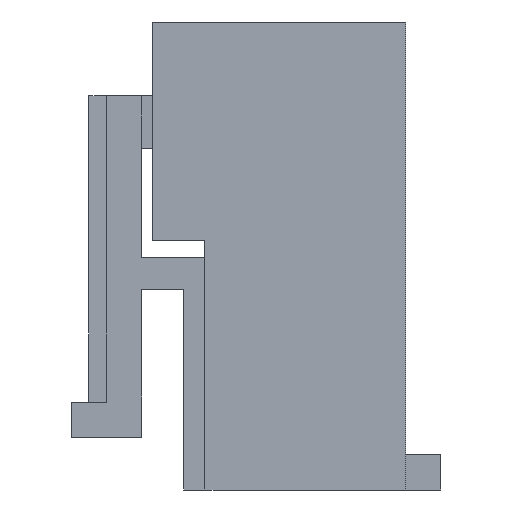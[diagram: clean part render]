
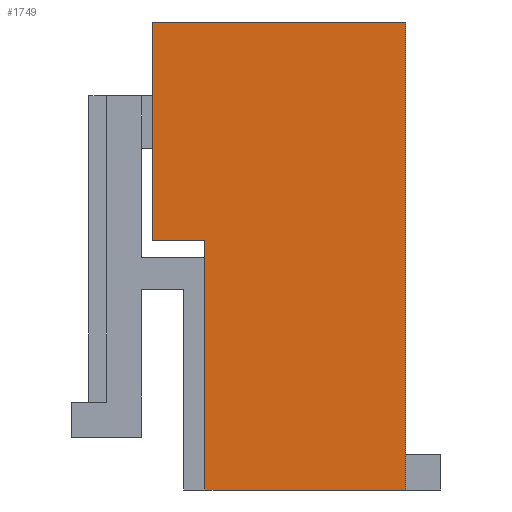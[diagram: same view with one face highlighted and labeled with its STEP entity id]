
A CAD part, left-side view. The second image highlights one B-rep face of the part: STEP entity #1749.
In plain terms, the highlighted planar face has unit normal (-1, 0, 0).
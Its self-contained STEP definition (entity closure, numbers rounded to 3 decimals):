
#916=CARTESIAN_POINT('',(-3.93,7.2,0.45));
#917=VERTEX_POINT('',#916);
#926=CARTESIAN_POINT('',(-3.93,7.2,6.65));
#927=VERTEX_POINT('',#926);
#928=CARTESIAN_POINT('',(-3.93,7.2,-6.65));
#929=DIRECTION('',(0.0,0.0,1.0));
#930=VECTOR('',#929,1.0);
#931=LINE('',#928,#930);
#932=EDGE_CURVE('n� 579',#917,#927,#931,.T.);
#1318=CARTESIAN_POINT('',(-3.93,5.7,0.45));
#1319=VERTEX_POINT('',#1318);
#1326=CARTESIAN_POINT('',(-3.93,5.7,0.45));
#1327=DIRECTION('',(-0.0,1.0,-0.0));
#1328=VECTOR('',#1327,1.0);
#1329=LINE('',#1326,#1328);
#1330=EDGE_CURVE('n� 580',#1319,#917,#1329,.T.);
#1710=CARTESIAN_POINT('',(-3.93,-0.0,6.65));
#1711=VERTEX_POINT('',#1710);
#1712=CARTESIAN_POINT('',(-3.93,5.7,6.65));
#1713=DIRECTION('',(-0.0,1.0,-0.0));
#1714=VECTOR('',#1713,1.0);
#1715=LINE('',#1712,#1714);
#1716=EDGE_CURVE('n� 363',#1711,#927,#1715,.T.);
#1717=ORIENTED_EDGE('',*,*,#1716,.T.);
#1718=ORIENTED_EDGE('',*,*,#932,.F.);
#1719=ORIENTED_EDGE('',*,*,#1330,.F.);
#1720=CARTESIAN_POINT('',(-3.93,5.7,-6.65));
#1721=VERTEX_POINT('',#1720);
#1722=CARTESIAN_POINT('',(-3.93,5.7,6.65));
#1723=DIRECTION('',(0.0,-0.0,-1.0));
#1724=VECTOR('',#1723,1.0);
#1725=LINE('',#1722,#1724);
#1726=EDGE_CURVE('n� 241',#1319,#1721,#1725,.T.);
#1727=ORIENTED_EDGE('',*,*,#1726,.T.);
#1728=CARTESIAN_POINT('',(-3.93,-0.0,-6.65));
#1729=VERTEX_POINT('',#1728);
#1730=CARTESIAN_POINT('',(-3.93,5.7,-6.65));
#1731=DIRECTION('',(0.0,-1.0,0.0));
#1732=VECTOR('',#1731,1.0);
#1733=LINE('',#1730,#1732);
#1734=EDGE_CURVE('n� 147',#1721,#1729,#1733,.T.);
#1735=ORIENTED_EDGE('',*,*,#1734,.T.);
#1736=CARTESIAN_POINT('',(-3.93,-0.0,6.65));
#1737=DIRECTION('',(-0.0,-0.0,-1.0));
#1738=VECTOR('',#1737,1.0);
#1739=LINE('',#1736,#1738);
#1740=EDGE_CURVE('n� 76',#1711,#1729,#1739,.T.);
#1741=ORIENTED_EDGE('',*,*,#1740,.F.);
#1742=EDGE_LOOP('',(#1717,#1718,#1719,#1727,#1735,#1741));
#1743=FACE_OUTER_BOUND('',#1742,.T.);
#1744=CARTESIAN_POINT('',(-3.93,5.7,-6.65));
#1745=DIRECTION('',(1.0,0.0,-0.0));
#1746=DIRECTION('',(-0.0,1.0,0.0));
#1747=AXIS2_PLACEMENT_3D('',#1744,#1745,#1746);
#1748=PLANE('',#1747);
#1749=ADVANCED_FACE('n� 574',(#1743),#1748,.F.);
